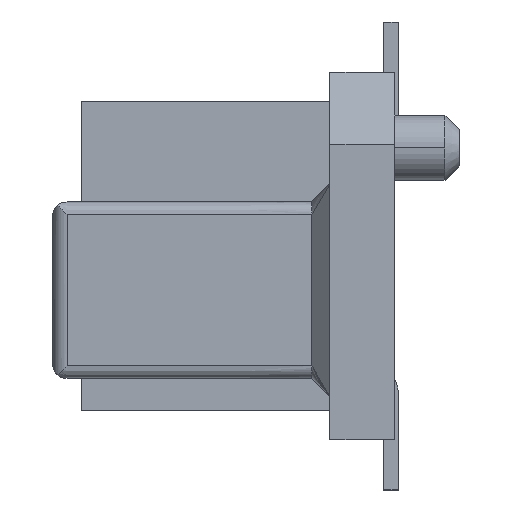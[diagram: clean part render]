
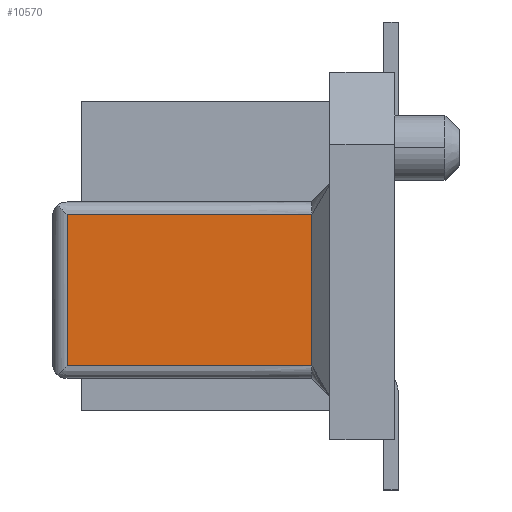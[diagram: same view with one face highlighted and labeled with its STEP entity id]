
A CAD part, left-side view. The second image highlights one B-rep face of the part: STEP entity #10570.
In plain terms, the highlighted planar face has unit normal (-1, 0, 0).
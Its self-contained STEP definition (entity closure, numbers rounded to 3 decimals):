
#10180=CARTESIAN_POINT('',(6.8,6.85,-0.475));
#10190=DIRECTION('',(-1.,0.,0.));
#10200=DIRECTION('',(0.,1.,0.));
#10210=AXIS2_PLACEMENT_3D('',#10180,#10190,#10200);
#10220=PLANE('',#10210);
#10230=CARTESIAN_POINT('',(6.8,8.55,0.576));
#10240=DIRECTION('',(0.,-1.,0.));
#10250=VECTOR('',#10240,1.);
#10260=LINE('',#10230,#10250);
#10270=CARTESIAN_POINT('',(6.8,8.55,
0.576));
#10280=VERTEX_POINT('',#10270);
#10290=CARTESIAN_POINT('',(6.8,5.15,0.576));
#10300=VERTEX_POINT('',#10290);
#10310=EDGE_CURVE('',#10280,#10300,#10260,.T.);
#10320=ORIENTED_EDGE('',*,*,#10310,.F.);
#10330=CARTESIAN_POINT('',(6.8,5.15,0.));
#10340=DIRECTION('',(0.,0.,1.));
#10350=VECTOR('',#10340,1.);
#10360=LINE('',#10330,#10350);
#10370=CARTESIAN_POINT('',(6.8,5.15,-1.526));
#10380=VERTEX_POINT('',#10370);
#10390=EDGE_CURVE('',#10380,#10300,#10360,.T.);
#10400=ORIENTED_EDGE('',*,*,#10390,.T.);
#10410=CARTESIAN_POINT('',(6.8,8.55,-1.526));
#10420=DIRECTION('',(0.,-1.,0.));
#10430=VECTOR('',#10420,1.);
#10440=LINE('',#10410,#10430);
#10450=CARTESIAN_POINT('',(6.8,8.55,
-1.526));
#10460=VERTEX_POINT('',#10450);
#10470=EDGE_CURVE('',#10460,#10380,#10440,.T.);
#10480=ORIENTED_EDGE('',*,*,#10470,.T.);
#10490=CARTESIAN_POINT('',(6.8,8.55,
-1.728));
#10500=DIRECTION('',(0.,0.,1.));
#10510=VECTOR('',#10500,1.);
#10520=LINE('',#10490,#10510);
#10530=EDGE_CURVE('',#10460,#10280,#10520,.T.);
#10540=ORIENTED_EDGE('',*,*,#10530,.F.);
#10550=EDGE_LOOP('',(#10540,#10480,#10400,#10320));
#10560=FACE_OUTER_BOUND('',#10550,.T.);
#10570=ADVANCED_FACE('',(#10560),#10220,.T.);
